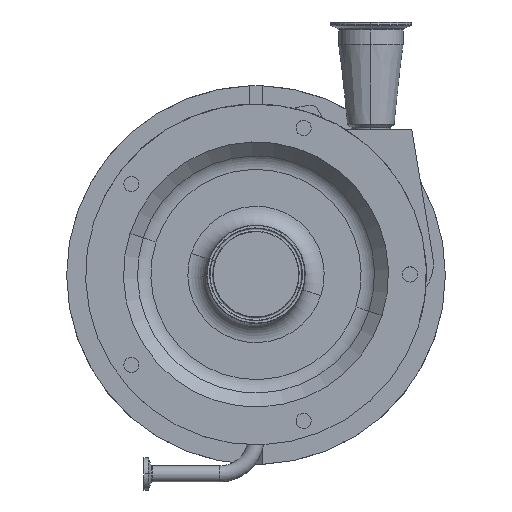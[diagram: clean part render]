
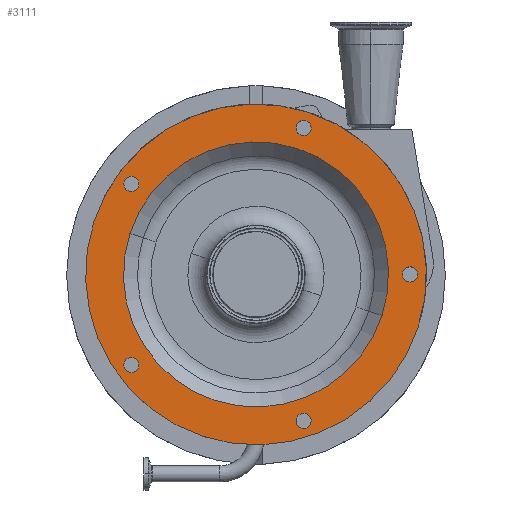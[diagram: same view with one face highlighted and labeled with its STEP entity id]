
A CAD part, top view. The second image highlights one B-rep face of the part: STEP entity #3111.
In plain terms, the highlighted planar face has unit normal (0, 0, 1).
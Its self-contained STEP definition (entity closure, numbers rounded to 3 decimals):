
#2 = EDGE_LOOP ( 'NONE', ( #3858, #2545 ) ) ;
#13 = DIRECTION ( 'NONE',  ( 0., -1., 0. ) ) ;
#22 = VERTEX_POINT ( 'NONE', #3691 ) ;
#43 = CIRCLE ( 'NONE', #2646, 6. ) ;
#48 = CARTESIAN_POINT ( 'NONE',  ( 122., 0., 284. ) ) ;
#59 = AXIS2_PLACEMENT_3D ( 'NONE', #3786, #1371, #4972 ) ;
#117 = VERTEX_POINT ( 'NONE', #2830 ) ;
#118 = EDGE_CURVE ( 'NONE', #2294, #4243, #2280, .T. ) ;
#205 = CIRCLE ( 'NONE', #440, 105. ) ;
#374 = ORIENTED_EDGE ( 'NONE', *, *, #3333, .F. ) ;
#440 = AXIS2_PLACEMENT_3D ( 'NONE', #2608, #2022, #5535 ) ;
#497 = DIRECTION ( 'NONE',  ( -0.951, -0.309, 0. ) ) ;
#501 = AXIS2_PLACEMENT_3D ( 'NONE', #1103, #544, #3967 ) ;
#507 = CARTESIAN_POINT ( 'NONE',  ( -98.7, 71.71, 284. ) ) ;
#544 = DIRECTION ( 'NONE',  ( 0., 0., 1. ) ) ;
#567 = AXIS2_PLACEMENT_3D ( 'NONE', #4546, #2164, #3952 ) ;
#585 = DIRECTION ( 'NONE',  ( 0., 0., -1. ) ) ;
#641 = DIRECTION ( 'NONE',  ( 0., 0., 1. ) ) ;
#710 = ORIENTED_EDGE ( 'NONE', *, *, #918, .F. ) ;
#816 = VERTEX_POINT ( 'NONE', #1699 ) ;
#846 = EDGE_LOOP ( 'NONE', ( #6155, #3742 ) ) ;
#918 = EDGE_CURVE ( 'NONE', #1259, #2106, #43, .T. ) ;
#1103 = CARTESIAN_POINT ( 'NONE',  ( 37.7, 116.029, 284. ) ) ;
#1137 = CARTESIAN_POINT ( 'NONE',  ( -102.227, 66.856, 284. ) ) ;
#1156 = CARTESIAN_POINT ( 'NONE',  ( 0., 0., 284. ) ) ;
#1162 = DIRECTION ( 'NONE',  ( 0., 0., 1. ) ) ;
#1259 = VERTEX_POINT ( 'NONE', #5062 ) ;
#1281 = DIRECTION ( 'NONE',  ( 0., 0., 1. ) ) ;
#1321 = EDGE_CURVE ( 'NONE', #4243, #2294, #5504, .T. ) ;
#1371 = DIRECTION ( 'NONE',  ( 0., 0., 1. ) ) ;
#1509 = AXIS2_PLACEMENT_3D ( 'NONE', #5670, #585, #2855 ) ;
#1577 = CARTESIAN_POINT ( 'NONE',  ( -99.861, 32.447, 284. ) ) ;
#1670 = DIRECTION ( 'NONE',  ( 0., 0., 1. ) ) ;
#1673 = AXIS2_PLACEMENT_3D ( 'NONE', #6210, #3448, #5695 ) ;
#1684 = ORIENTED_EDGE ( 'NONE', *, *, #1321, .T. ) ;
#1699 = CARTESIAN_POINT ( 'NONE',  ( 31.994, 117.883, 284. ) ) ;
#1717 = DIRECTION ( 'NONE',  ( 0., -1., 0. ) ) ;
#1720 = DIRECTION ( 'NONE',  ( 0., 0., 1. ) ) ;
#1859 = EDGE_CURVE ( 'NONE', #22, #2276, #2670, .T. ) ;
#1950 = FACE_OUTER_BOUND ( 'NONE', #3195, .T. ) ;
#1983 = CARTESIAN_POINT ( 'NONE',  ( -128.393, 41.717, 284. ) ) ;
#2022 = DIRECTION ( 'NONE',  ( 0., 0., 1. ) ) ;
#2106 = VERTEX_POINT ( 'NONE', #6324 ) ;
#2164 = DIRECTION ( 'NONE',  ( 0., 0., 1. ) ) ;
#2228 = ORIENTED_EDGE ( 'NONE', *, *, #118, .T. ) ;
#2265 = CARTESIAN_POINT ( 'NONE',  ( 122., 0., 284. ) ) ;
#2276 = VERTEX_POINT ( 'NONE', #2606 ) ;
#2280 = CIRCLE ( 'NONE', #6419, 135. ) ;
#2294 = VERTEX_POINT ( 'NONE', #1983 ) ;
#2459 = VERTEX_POINT ( 'NONE', #4025 ) ;
#2461 = EDGE_CURVE ( 'NONE', #4502, #816, #6813, .T. ) ;
#2471 = CIRCLE ( 'NONE', #6245, 6. ) ;
#2545 = ORIENTED_EDGE ( 'NONE', *, *, #6409, .F. ) ;
#2606 = CARTESIAN_POINT ( 'NONE',  ( 43.406, -114.175, 284. ) ) ;
#2608 = CARTESIAN_POINT ( 'NONE',  ( 0., 0., 284. ) ) ;
#2646 = AXIS2_PLACEMENT_3D ( 'NONE', #6325, #1281, #4663 ) ;
#2670 = CIRCLE ( 'NONE', #2913, 6. ) ;
#2683 = AXIS2_PLACEMENT_3D ( 'NONE', #5759, #641, #6344 ) ;
#2763 = VERTEX_POINT ( 'NONE', #5605 ) ;
#2830 = CARTESIAN_POINT ( 'NONE',  ( 122., 6., 284. ) ) ;
#2843 = CARTESIAN_POINT ( 'NONE',  ( -98.7, 71.71, 284. ) ) ;
#2855 = DIRECTION ( 'NONE',  ( 0., -1., 0. ) ) ;
#2913 = AXIS2_PLACEMENT_3D ( 'NONE', #5621, #7267, #497 ) ;
#2948 = CIRCLE ( 'NONE', #567, 6. ) ;
#3000 = CIRCLE ( 'NONE', #4894, 6. ) ;
#3031 = FACE_BOUND ( 'NONE', #2, .T. ) ;
#3111 = ADVANCED_FACE ( 'NONE', ( #1950, #4215, #4696, #4802, #6457, #4145, #3031 ), #3417, .F. ) ;
#3184 = VERTEX_POINT ( 'NONE', #1577 ) ;
#3195 = EDGE_LOOP ( 'NONE', ( #1684, #2228 ) ) ;
#3211 = CIRCLE ( 'NONE', #3927, 6. ) ;
#3227 = EDGE_CURVE ( 'NONE', #2459, #3184, #205, .T. ) ;
#3252 = CARTESIAN_POINT ( 'NONE',  ( 128.393, -41.717, 284. ) ) ;
#3288 = DIRECTION ( 'NONE',  ( -0.951, -0.309, 0. ) ) ;
#3333 = EDGE_CURVE ( 'NONE', #2763, #117, #6479, .T. ) ;
#3344 = EDGE_CURVE ( 'NONE', #2106, #1259, #2948, .T. ) ;
#3391 = EDGE_LOOP ( 'NONE', ( #374, #4074 ) ) ;
#3417 = PLANE ( 'NONE',  #1509 ) ;
#3448 = DIRECTION ( 'NONE',  ( 0., 0., 1. ) ) ;
#3691 = CARTESIAN_POINT ( 'NONE',  ( 31.994, -117.883, 284. ) ) ;
#3742 = ORIENTED_EDGE ( 'NONE', *, *, #7252, .F. ) ;
#3773 = EDGE_CURVE ( 'NONE', #117, #2763, #2471, .T. ) ;
#3786 = CARTESIAN_POINT ( 'NONE',  ( 0., 0., 284. ) ) ;
#3858 = ORIENTED_EDGE ( 'NONE', *, *, #3227, .F. ) ;
#3881 = DIRECTION ( 'NONE',  ( 0., 0., 1. ) ) ;
#3927 = AXIS2_PLACEMENT_3D ( 'NONE', #2843, #5582, #4553 ) ;
#3937 = VERTEX_POINT ( 'NONE', #1137 ) ;
#3943 = VERTEX_POINT ( 'NONE', #5555 ) ;
#3952 = DIRECTION ( 'NONE',  ( -0.588, 0.809, 0. ) ) ;
#3967 = DIRECTION ( 'NONE',  ( 0.951, -0.309, 0. ) ) ;
#4025 = CARTESIAN_POINT ( 'NONE',  ( 99.861, -32.447, 284. ) ) ;
#4074 = ORIENTED_EDGE ( 'NONE', *, *, #3773, .F. ) ;
#4145 = FACE_BOUND ( 'NONE', #846, .T. ) ;
#4215 = FACE_BOUND ( 'NONE', #3391, .T. ) ;
#4243 = VERTEX_POINT ( 'NONE', #3252 ) ;
#4249 = AXIS2_PLACEMENT_3D ( 'NONE', #48, #1162, #13 ) ;
#4336 = EDGE_CURVE ( 'NONE', #2276, #22, #6591, .T. ) ;
#4502 = VERTEX_POINT ( 'NONE', #5769 ) ;
#4536 = DIRECTION ( 'NONE',  ( 0., 0., 1. ) ) ;
#4540 = DIRECTION ( 'NONE',  ( 0.951, -0.309, 0. ) ) ;
#4546 = CARTESIAN_POINT ( 'NONE',  ( -98.7, -71.71, 284. ) ) ;
#4553 = DIRECTION ( 'NONE',  ( 0.588, 0.809, 0. ) ) ;
#4606 = AXIS2_PLACEMENT_3D ( 'NONE', #7307, #3881, #3288 ) ;
#4663 = DIRECTION ( 'NONE',  ( -0.588, 0.809, 0. ) ) ;
#4696 = FACE_BOUND ( 'NONE', #6003, .T. ) ;
#4802 = FACE_BOUND ( 'NONE', #5301, .T. ) ;
#4851 = ORIENTED_EDGE ( 'NONE', *, *, #3344, .F. ) ;
#4870 = ORIENTED_EDGE ( 'NONE', *, *, #7286, .F. ) ;
#4894 = AXIS2_PLACEMENT_3D ( 'NONE', #507, #1670, #6727 ) ;
#4916 = ORIENTED_EDGE ( 'NONE', *, *, #1859, .F. ) ;
#4972 = DIRECTION ( 'NONE',  ( 0.951, -0.309, 0. ) ) ;
#4982 = ORIENTED_EDGE ( 'NONE', *, *, #6332, .F. ) ;
#5027 = ORIENTED_EDGE ( 'NONE', *, *, #4336, .F. ) ;
#5062 = CARTESIAN_POINT ( 'NONE',  ( -102.227, -66.856, 284. ) ) ;
#5301 = EDGE_LOOP ( 'NONE', ( #710, #4851 ) ) ;
#5504 = CIRCLE ( 'NONE', #59, 135. ) ;
#5535 = DIRECTION ( 'NONE',  ( 0.951, -0.309, 0. ) ) ;
#5555 = CARTESIAN_POINT ( 'NONE',  ( -95.173, 76.564, 284. ) ) ;
#5576 = CIRCLE ( 'NONE', #1673, 105. ) ;
#5582 = DIRECTION ( 'NONE',  ( 0., 0., 1. ) ) ;
#5605 = CARTESIAN_POINT ( 'NONE',  ( 122., -6., 284. ) ) ;
#5621 = CARTESIAN_POINT ( 'NONE',  ( 37.7, -116.029, 284. ) ) ;
#5641 = EDGE_LOOP ( 'NONE', ( #4982, #4870 ) ) ;
#5670 = CARTESIAN_POINT ( 'NONE',  ( 12.052, 37.091, 284. ) ) ;
#5695 = DIRECTION ( 'NONE',  ( 0.951, -0.309, 0. ) ) ;
#5759 = CARTESIAN_POINT ( 'NONE',  ( 37.7, 116.029, 284. ) ) ;
#5769 = CARTESIAN_POINT ( 'NONE',  ( 43.406, 114.175, 284. ) ) ;
#6003 = EDGE_LOOP ( 'NONE', ( #4916, #5027 ) ) ;
#6155 = ORIENTED_EDGE ( 'NONE', *, *, #2461, .F. ) ;
#6210 = CARTESIAN_POINT ( 'NONE',  ( 0., 0., 284. ) ) ;
#6245 = AXIS2_PLACEMENT_3D ( 'NONE', #2265, #4536, #1717 ) ;
#6324 = CARTESIAN_POINT ( 'NONE',  ( -95.173, -76.564, 284. ) ) ;
#6325 = CARTESIAN_POINT ( 'NONE',  ( -98.7, -71.71, 284. ) ) ;
#6332 = EDGE_CURVE ( 'NONE', #3943, #3937, #3211, .T. ) ;
#6344 = DIRECTION ( 'NONE',  ( 0.951, -0.309, 0. ) ) ;
#6409 = EDGE_CURVE ( 'NONE', #3184, #2459, #5576, .T. ) ;
#6419 = AXIS2_PLACEMENT_3D ( 'NONE', #1156, #1720, #4540 ) ;
#6457 = FACE_BOUND ( 'NONE', #5641, .T. ) ;
#6479 = CIRCLE ( 'NONE', #4249, 6. ) ;
#6591 = CIRCLE ( 'NONE', #4606, 6. ) ;
#6727 = DIRECTION ( 'NONE',  ( 0.588, 0.809, 0. ) ) ;
#6813 = CIRCLE ( 'NONE', #2683, 6. ) ;
#6879 = CIRCLE ( 'NONE', #501, 6. ) ;
#7252 = EDGE_CURVE ( 'NONE', #816, #4502, #6879, .T. ) ;
#7267 = DIRECTION ( 'NONE',  ( 0., 0., 1. ) ) ;
#7286 = EDGE_CURVE ( 'NONE', #3937, #3943, #3000, .T. ) ;
#7307 = CARTESIAN_POINT ( 'NONE',  ( 37.7, -116.029, 284. ) ) ;
